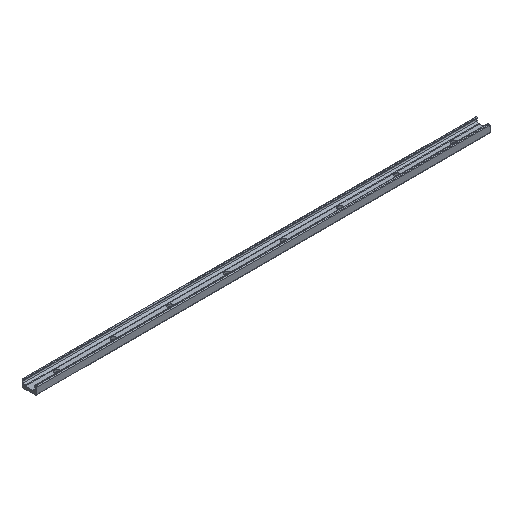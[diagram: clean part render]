
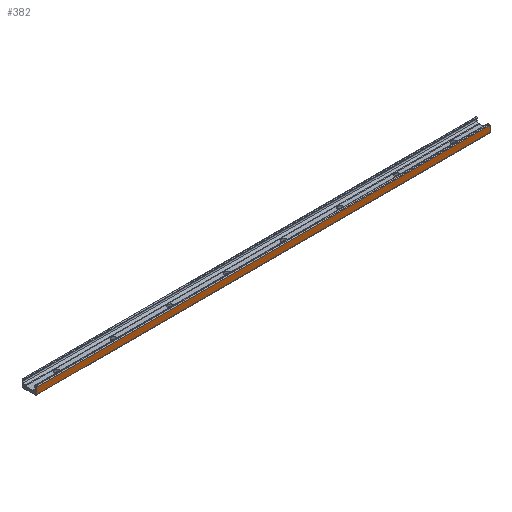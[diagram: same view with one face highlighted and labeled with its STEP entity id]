
A CAD part, isometric view. The second image highlights one B-rep face of the part: STEP entity #382.
In plain terms, the highlighted planar face has unit normal (0, -1, 0).
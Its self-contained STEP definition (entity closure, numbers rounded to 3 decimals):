
#59 = VECTOR ( 'NONE', #1058, 1000. ) ;
#121 = LINE ( 'NONE', #1810, #784 ) ;
#191 = CARTESIAN_POINT ( 'NONE',  ( 640., -9.995, 4.51 ) ) ;
#281 = ORIENTED_EDGE ( 'NONE', *, *, #1291, .T. ) ;
#382 = ADVANCED_FACE ( 'NONE', ( #1320 ), #692, .F. ) ;
#399 = VERTEX_POINT ( 'NONE', #1159 ) ;
#421 = EDGE_CURVE ( 'NONE', #399, #2124, #1672, .T. ) ;
#423 = VERTEX_POINT ( 'NONE', #1190 ) ;
#442 = LINE ( 'NONE', #1769, #2039 ) ;
#528 = CARTESIAN_POINT ( 'NONE',  ( 640., -9.995, -4.51 ) ) ;
#687 = ORIENTED_EDGE ( 'NONE', *, *, #1950, .F. ) ;
#692 = PLANE ( 'NONE',  #1362 ) ;
#746 = DIRECTION ( 'NONE',  ( 0., 0., -1. ) ) ;
#784 = VECTOR ( 'NONE', #1981, 1000. ) ;
#920 = CARTESIAN_POINT ( 'NONE',  ( 640., -9.995, 4.51 ) ) ;
#1058 = DIRECTION ( 'NONE',  ( 0., 0., -1. ) ) ;
#1159 = CARTESIAN_POINT ( 'NONE',  ( 0., -9.995, 4.51 ) ) ;
#1190 = CARTESIAN_POINT ( 'NONE',  ( 0., -9.995, -4.51 ) ) ;
#1200 = VERTEX_POINT ( 'NONE', #528 ) ;
#1251 = LINE ( 'NONE', #920, #59 ) ;
#1291 = EDGE_CURVE ( 'NONE', #399, #423, #442, .T. ) ;
#1320 = FACE_OUTER_BOUND ( 'NONE', #1562, .T. ) ;
#1329 = CARTESIAN_POINT ( 'NONE',  ( 640., -9.995, 4.51 ) ) ;
#1362 = AXIS2_PLACEMENT_3D ( 'NONE', #191, #2005, #1992 ) ;
#1387 = ORIENTED_EDGE ( 'NONE', *, *, #421, .F. ) ;
#1496 = DIRECTION ( 'NONE',  ( 1., 0., 0. ) ) ;
#1503 = CARTESIAN_POINT ( 'NONE',  ( 640., -9.995, 4.51 ) ) ;
#1537 = VECTOR ( 'NONE', #1496, 1000. ) ;
#1562 = EDGE_LOOP ( 'NONE', ( #1387, #281, #687, #1956 ) ) ;
#1672 = LINE ( 'NONE', #1329, #1537 ) ;
#1758 = EDGE_CURVE ( 'NONE', #2124, #1200, #1251, .T. ) ;
#1769 = CARTESIAN_POINT ( 'NONE',  ( 0., -9.995, 4.51 ) ) ;
#1810 = CARTESIAN_POINT ( 'NONE',  ( 640., -9.995, -4.51 ) ) ;
#1950 = EDGE_CURVE ( 'NONE', #1200, #423, #121, .T. ) ;
#1956 = ORIENTED_EDGE ( 'NONE', *, *, #1758, .F. ) ;
#1981 = DIRECTION ( 'NONE',  ( -1., 0., 0. ) ) ;
#1992 = DIRECTION ( 'NONE',  ( 0., 0., 1. ) ) ;
#2005 = DIRECTION ( 'NONE',  ( 0., 1., 0. ) ) ;
#2039 = VECTOR ( 'NONE', #746, 1000. ) ;
#2124 = VERTEX_POINT ( 'NONE', #1503 ) ;
